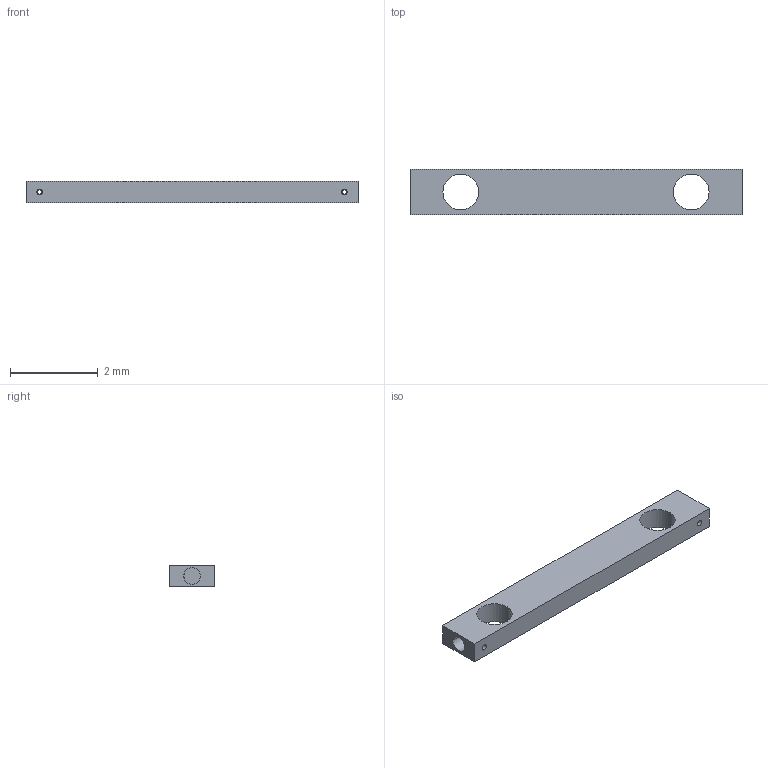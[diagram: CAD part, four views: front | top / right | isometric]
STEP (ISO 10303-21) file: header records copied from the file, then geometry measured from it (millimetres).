
FILE_DESCRIPTION(('produced by SPATIAL CORP'),'2;1');
FILE_NAME( 'bearing_nut_support_plate_31.hh.sat.stp', '2002-04-19T11:22:45+00:00',('SPATIAL CORP'),('SPATIAL CORP'), 'ACIS STEP Husk','http://www.spatial.com','SPATIAL CORP');
FILE_SCHEMA(('CONFIG_CONTROL_DESIGN'));
Length unit declared in the file: millimetre
Products named in the file (1): PRODUCT_ID_1
Bounding box: 7.56 x 1.03 x 0.5 mm (x, y, z)
Volume: 3.2 mm3; surface area: 26.7 mm2
Topology: 1 solids, 1 shells, 26 faces, 68 edges, 44 vertices
Faces by surface type: cylinder 12, plane 10, cone 4
Entity records: 1605 total; most frequent: CARTESIAN_POINT 938, ORIENTED_EDGE 128, DIRECTION 96, EDGE_CURVE 64, VERTEX_POINT 44, EDGE_LOOP 42, FACE_BOUND 42, AXIS2_PLACEMENT_3D 34
